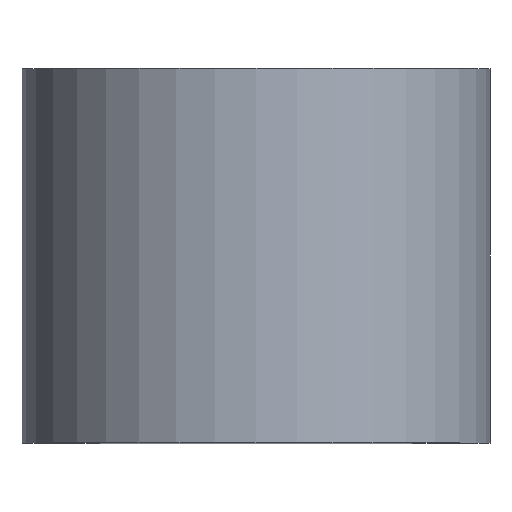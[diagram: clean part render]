
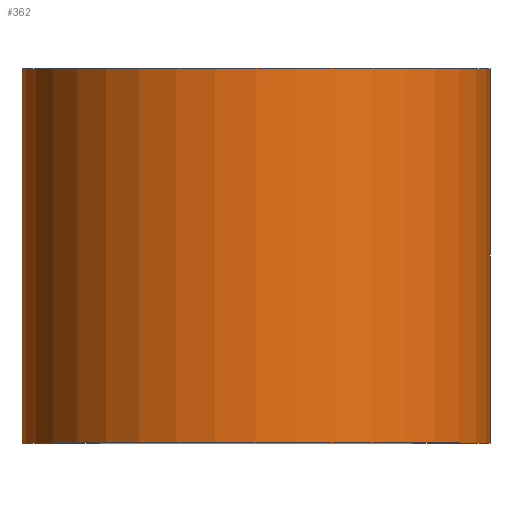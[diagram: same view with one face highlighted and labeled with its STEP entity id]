
A CAD part, top view. The second image highlights one B-rep face of the part: STEP entity #362.
In plain terms, the highlighted cylindrical face has radius 25 mm (diameter 50 mm), a partial arc.
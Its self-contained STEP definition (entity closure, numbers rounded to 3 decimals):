
#280=EDGE_CURVE('',#300,#402,#597,.T.);
#300=VERTEX_POINT('',#624);
#358=EDGE_CURVE('',#368,#402,#689,.T.);
#362=ADVANCED_FACE('',(#693),#694,.T.);
#368=VERTEX_POINT('',#700);
#402=VERTEX_POINT('',#736);
#426=EDGE_CURVE('',#300,#460,#768,.T.);
#432=EDGE_CURVE('',#368,#460,#776,.T.);
#460=VERTEX_POINT('',#809);
#597=CIRCLE('',#975,25.0);
#624=CARTESIAN_POINT('',(-25.0,0.,0.0));
#689=LINE('',#1088,#1089);
#693=FACE_OUTER_BOUND('',#1094,.T.);
#694=CYLINDRICAL_SURFACE('',#1095,25.0);
#700=CARTESIAN_POINT('',(25.0,-40.0,0.));
#736=CARTESIAN_POINT('',(25.0,0.,0.));
#768=LINE('',#1191,#1192);
#776=CIRCLE('',#1201,25.0);
#809=CARTESIAN_POINT('',(-25.0,-40.0,0.0));
#975=AXIS2_PLACEMENT_3D('',#1372,#1373,#1374);
#1088=CARTESIAN_POINT('',(25.0,-20.0,0.));
#1089=VECTOR('',#1490,1.0);
#1094=EDGE_LOOP('',(#1495,#1496,#1497,#1498));
#1095=AXIS2_PLACEMENT_3D('',#1499,#1500,#1501);
#1191=CARTESIAN_POINT('',(-25.0,-20.0,0.));
#1192=VECTOR('',#1591,1.0);
#1201=AXIS2_PLACEMENT_3D('',#1608,#1609,#1610);
#1372=CARTESIAN_POINT('',(0.0,0.0,0.0));
#1373=DIRECTION('',(0.,1.0,0.0));
#1374=DIRECTION('',(-1.0,0.,0.0));
#1490=DIRECTION('',(0.,1.0,-0.0));
#1495=ORIENTED_EDGE('',*,*,#426,.T.);
#1496=ORIENTED_EDGE('',*,*,#432,.F.);
#1497=ORIENTED_EDGE('',*,*,#358,.T.);
#1498=ORIENTED_EDGE('',*,*,#280,.F.);
#1499=CARTESIAN_POINT('',(0.,-20.0,0.0));
#1500=DIRECTION('',(0.,1.0,-0.0));
#1501=DIRECTION('',(-1.0,0.,0.0));
#1591=DIRECTION('',(0.,-1.0,0.0));
#1608=CARTESIAN_POINT('',(0.,-40.0,0.0));
#1609=DIRECTION('',(0.,-1.0,0.0));
#1610=DIRECTION('',(-1.0,0.,0.0));
